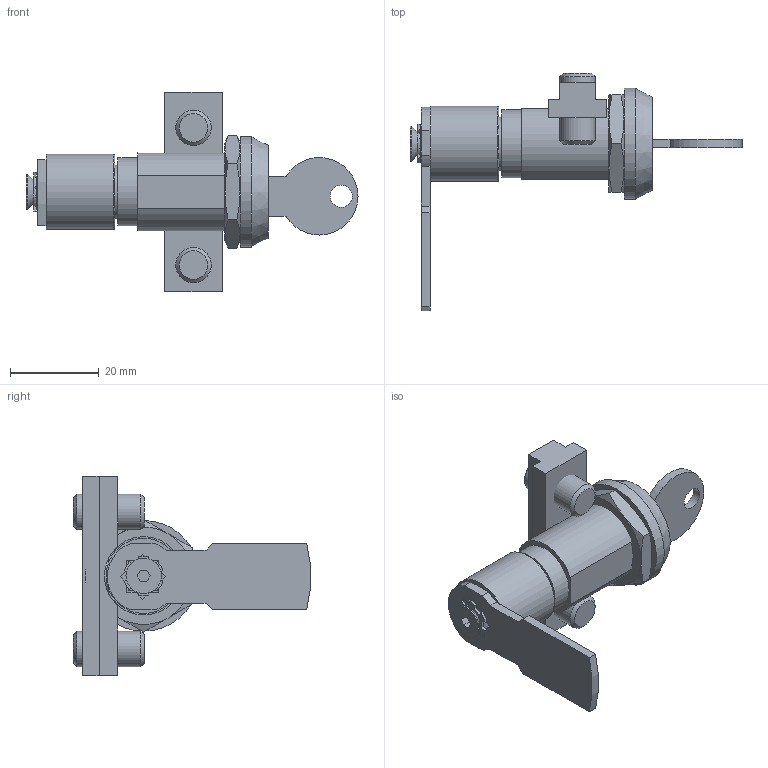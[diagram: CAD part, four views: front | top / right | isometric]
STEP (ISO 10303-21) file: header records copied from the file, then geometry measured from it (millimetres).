
FILE_DESCRIPTION((''),'2;1');
FILE_NAME('620004.iam.stp','2010-09-05T10:34:25',(''),(''),'Autodesk Inventor 2010','Autodesk Inventor 2010','');
FILE_SCHEMA(('AUTOMOTIVE_DESIGN { 1 0 10303 214 1 1 1 1 }'));
Length unit declared in the file: millimetre
Products named in the file (12): 620004; 620004-1; 620004-2; 620004-3; 620004-4; 620004-5; Klíč; M18x1-nízká-mosaz; Pojistná podložka s vnějším zubem - Typ A (Metrický) (IFI) 4; DIN 7991 M4x25; DIN 913 M8 x 8; DIN 913 M8 x 16
Assembly tree (12 placements, depth 2):
  620004
    620004-1
    620004-2
    620004-3
    620004-4
    620004-5
    Klíč
    M18x1-nízká-mosaz
    Pojistná podložka s vnějším zubem - Typ A (Metrický) (IFI) 4
    DIN 7991 M4x25
    DIN 913 M8 x 8
    DIN 913 M8 x 16  x2
Bounding box: 75 x 53.55 x 45 mm (x, y, z)
Volume: 19535.9 mm3; surface area: 15063.3 mm2
Topology: 12 solids, 12 shells, 233 faces, 580 edges, 378 vertices
Faces by surface type: plane 146, cylinder 50, cone 26, bspline 10, torus 1
Full cylindrical faces by diameter (mm): 4 x1, 4.15 x1, 5 x1, 5.5 x1, 8 x4, 12 x2, 15.4 x1, 16.5 x1, 17 x2, 25 x1
Entity records: 6817 total; most frequent: CARTESIAN_POINT 1366, DIRECTION 1076, ORIENTED_EDGE 1016, EDGE_CURVE 508, AXIS2_PLACEMENT_3D 372, VERTEX_POINT 349, VECTOR 332, LINE 332
